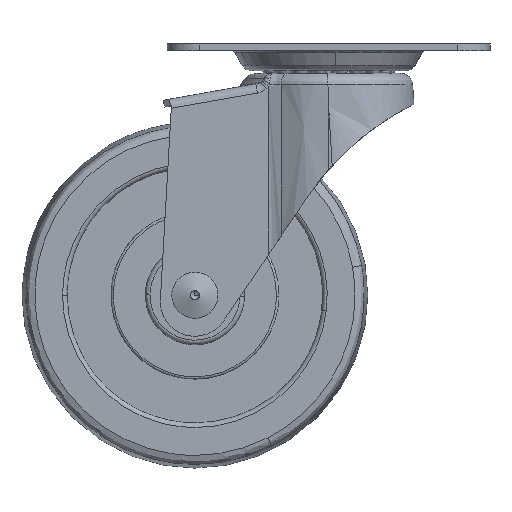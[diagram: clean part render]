
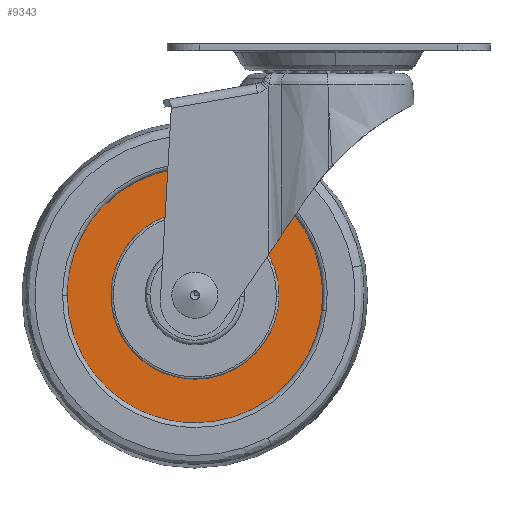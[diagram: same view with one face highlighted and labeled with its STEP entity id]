
A CAD part, front view. The second image highlights one B-rep face of the part: STEP entity #9343.
In plain terms, the highlighted free-form (B-spline) face has degree [1, 1] with [2, 2] control points.
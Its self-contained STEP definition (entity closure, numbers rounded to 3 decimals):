
#7768=CARTESIAN_POINT('',(-47.156,-9.5,-51.731));
#7769=VERTEX_POINT('',#7768);
#7783=CARTESIAN_POINT('',(-29.0,-9.5,-71.2));
#7784=VERTEX_POINT('',#7783);
#7785=CARTESIAN_POINT('',(-47.156,-9.5,-51.731));
#7786=CARTESIAN_POINT('',(-47.2,-9.5,-52.365));
#7787=CARTESIAN_POINT('',(-47.2,-9.5,-53.));
#7788=CARTESIAN_POINT('',(-47.2,-9.5,-71.2));
#7789=CARTESIAN_POINT('',(-29.0,-9.5,-71.2));
#7797=(BOUNDED_CURVE()B_SPLINE_CURVE(2,(#7785,#7786,#7787,#7788,#7789),.UNSPECIFIED.,.F.,.U.)B_SPLINE_CURVE_WITH_KNOTS((3,2,3),(0.738,0.75,1.0),.UNSPECIFIED.)CURVE()GEOMETRIC_REPRESENTATION_ITEM()RATIONAL_B_SPLINE_CURVE((0.973,0.986,1.0,0.707,1.0))REPRESENTATION_ITEM(''));
#7798=EDGE_CURVE('',#7769,#7784,#7797,.T.);
#7800=CARTESIAN_POINT('',(-10.801,-9.5,-53.229));
#7801=VERTEX_POINT('',#7800);
#7802=CARTESIAN_POINT('',(-29.0,-9.5,-71.2));
#7803=CARTESIAN_POINT('',(-11.027,-9.5,-71.2));
#7804=CARTESIAN_POINT('',(-10.801,-9.5,-53.229));
#7812=(BOUNDED_CURVE()B_SPLINE_CURVE(2,(#7802,#7803,#7804),.UNSPECIFIED.,.F.,.U.)B_SPLINE_CURVE_WITH_KNOTS((3,3),(0.0,0.248),.UNSPECIFIED.)CURVE()GEOMETRIC_REPRESENTATION_ITEM()RATIONAL_B_SPLINE_CURVE((1.0,0.71,0.995))REPRESENTATION_ITEM(''));
#7813=EDGE_CURVE('',#7784,#7801,#7812,.T.);
#7900=CARTESIAN_POINT('',(-29.0,-9.5,-34.8));
#7901=VERTEX_POINT('',#7900);
#7902=CARTESIAN_POINT('',(-10.801,-9.5,-53.229));
#7903=CARTESIAN_POINT('',(-10.8,-9.5,-53.114));
#7904=CARTESIAN_POINT('',(-10.8,-9.5,-53.));
#7905=CARTESIAN_POINT('',(-10.8,-9.5,-34.8));
#7906=CARTESIAN_POINT('',(-29.0,-9.5,-34.8));
#7914=(BOUNDED_CURVE()B_SPLINE_CURVE(2,(#7902,#7903,#7904,#7905,#7906),.UNSPECIFIED.,.F.,.U.)B_SPLINE_CURVE_WITH_KNOTS((3,2,3),(0.248,0.25,0.5),.UNSPECIFIED.)CURVE()GEOMETRIC_REPRESENTATION_ITEM()RATIONAL_B_SPLINE_CURVE((0.995,0.997,1.0,0.707,1.0))REPRESENTATION_ITEM(''));
#7915=EDGE_CURVE('',#7801,#7901,#7914,.T.);
#7917=CARTESIAN_POINT('',(-29.0,-9.5,-34.8));
#7918=CARTESIAN_POINT('',(-45.972,-9.5,-34.8));
#7919=CARTESIAN_POINT('',(-47.156,-9.5,-51.731));
#7927=(BOUNDED_CURVE()B_SPLINE_CURVE(2,(#7917,#7918,#7919),.UNSPECIFIED.,.F.,.U.)B_SPLINE_CURVE_WITH_KNOTS((3,3),(0.5,0.738),.UNSPECIFIED.)CURVE()GEOMETRIC_REPRESENTATION_ITEM()RATIONAL_B_SPLINE_CURVE((1.0,0.721,0.973))REPRESENTATION_ITEM(''));
#7928=EDGE_CURVE('',#7901,#7769,#7927,.T.);
#7963=CARTESIAN_POINT('',(-1.485,-9.5,-56.198));
#7964=VERTEX_POINT('',#7963);
#7965=CARTESIAN_POINT('',(-29.0,-9.5,-25.3));
#7966=VERTEX_POINT('',#7965);
#7967=CARTESIAN_POINT('',(-1.485,-9.5,-56.198));
#7968=CARTESIAN_POINT('',(-1.3,-9.5,-54.605));
#7969=CARTESIAN_POINT('',(-1.3,-9.5,-53.));
#7970=CARTESIAN_POINT('',(-1.3,-9.5,-25.3));
#7971=CARTESIAN_POINT('',(-29.0,-9.5,-25.3));
#7979=(BOUNDED_CURVE()B_SPLINE_CURVE(2,(#7967,#7968,#7969,#7970,#7971),.UNSPECIFIED.,.F.,.U.)B_SPLINE_CURVE_WITH_KNOTS((3,2,3),(0.23,0.25,0.5),.UNSPECIFIED.)CURVE()GEOMETRIC_REPRESENTATION_ITEM()RATIONAL_B_SPLINE_CURVE((0.957,0.977,1.0,0.707,1.0))REPRESENTATION_ITEM(''));
#7980=EDGE_CURVE('',#7964,#7966,#7979,.T.);
#8029=CARTESIAN_POINT('',(-56.7,-9.5,-53.));
#8030=VERTEX_POINT('',#8029);
#8044=CARTESIAN_POINT('',(-29.0,-9.5,-25.3));
#8045=CARTESIAN_POINT('',(-56.7,-9.5,-25.3));
#8046=CARTESIAN_POINT('',(-56.7,-9.5,-53.));
#8054=(BOUNDED_CURVE()B_SPLINE_CURVE(2,(#8044,#8045,#8046),.UNSPECIFIED.,.F.,.U.)B_SPLINE_CURVE_WITH_KNOTS((3,3),(0.5,0.75),.UNSPECIFIED.)CURVE()GEOMETRIC_REPRESENTATION_ITEM()RATIONAL_B_SPLINE_CURVE((1.0,0.707,1.))REPRESENTATION_ITEM(''));
#8055=EDGE_CURVE('',#7966,#8030,#8054,.T.);
#8083=CARTESIAN_POINT('',(-29.0,-9.5,-80.7));
#8084=VERTEX_POINT('',#8083);
#8085=CARTESIAN_POINT('',(-29.0,-9.5,-80.7));
#8086=CARTESIAN_POINT('',(-4.333,-9.5,-80.7));
#8087=CARTESIAN_POINT('',(-1.485,-9.5,-56.198));
#8095=(BOUNDED_CURVE()B_SPLINE_CURVE(2,(#8085,#8086,#8087),.UNSPECIFIED.,.F.,.U.)B_SPLINE_CURVE_WITH_KNOTS((3,3),(0.0,0.23),.UNSPECIFIED.)CURVE()GEOMETRIC_REPRESENTATION_ITEM()RATIONAL_B_SPLINE_CURVE((1.0,0.731,0.957))REPRESENTATION_ITEM(''));
#8096=EDGE_CURVE('',#8084,#7964,#8095,.T.);
#8098=CARTESIAN_POINT('',(-56.7,-9.5,-53.));
#8099=CARTESIAN_POINT('',(-56.7,-9.5,-80.7));
#8100=CARTESIAN_POINT('',(-29.0,-9.5,-80.7));
#8108=(BOUNDED_CURVE()B_SPLINE_CURVE(2,(#8098,#8099,#8100),.UNSPECIFIED.,.F.,.U.)B_SPLINE_CURVE_WITH_KNOTS((3,3),(0.75,1.0),.UNSPECIFIED.)CURVE()GEOMETRIC_REPRESENTATION_ITEM()RATIONAL_B_SPLINE_CURVE((1.0,0.707,1.0))REPRESENTATION_ITEM(''));
#8109=EDGE_CURVE('',#8030,#8084,#8108,.T.);
#9326=CARTESIAN_POINT('',(-59.467,-9.5,-83.467));
#9327=CARTESIAN_POINT('',(-59.467,-9.5,-22.533));
#9328=CARTESIAN_POINT('',(1.467,-9.5,-83.467));
#9329=CARTESIAN_POINT('',(1.467,-9.5,-22.533));
#9330=B_SPLINE_SURFACE_WITH_KNOTS('',1,1,((#9326,#9328),(#9327,#9329)),.UNSPECIFIED.,.F.,.F.,.U.,(2,2),(2,2),(0.0,60.934),(0.0,60.934),.UNSPECIFIED.);
#9331=ORIENTED_EDGE('',*,*,#8096,.T.);
#9332=ORIENTED_EDGE('',*,*,#7980,.T.);
#9333=ORIENTED_EDGE('',*,*,#8055,.T.);
#9334=ORIENTED_EDGE('',*,*,#8109,.T.);
#9335=EDGE_LOOP('',(#9331,#9332,#9333,#9334));
#9336=FACE_OUTER_BOUND('',#9335,.T.);
#9337=ORIENTED_EDGE('',*,*,#7813,.F.);
#9338=ORIENTED_EDGE('',*,*,#7798,.F.);
#9339=ORIENTED_EDGE('',*,*,#7928,.F.);
#9340=ORIENTED_EDGE('',*,*,#7915,.F.);
#9341=EDGE_LOOP('',(#9337,#9338,#9339,#9340));
#9342=FACE_BOUND('',#9341,.T.);
#9343=ADVANCED_FACE('',(#9336,#9342),#9330,.F.);
